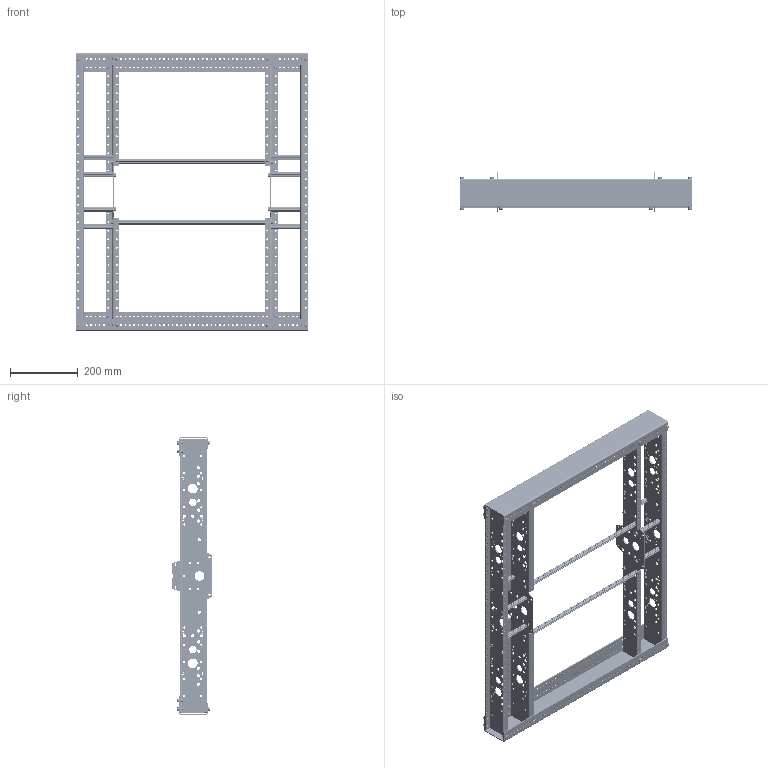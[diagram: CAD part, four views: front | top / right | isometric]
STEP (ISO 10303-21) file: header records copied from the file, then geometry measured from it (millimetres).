
FILE_DESCRIPTION (( 'STEP AP214' ), '1' );
FILE_NAME ('AM14U5 Frame Only.STEP', '2022-01-07T15:08:56', ( '' ), ( '' ), 'SwSTEP 2.0', 'SolidWorks 2021', '' );
FILE_SCHEMA (( 'AUTOMOTIVE_DESIGN' ));
Length unit declared in the file: inch
Products named in the file (10): am-1002 and am-1042 10-32 x 0500 and Nylock Nut Assembly; FHTS 0.25-20-0.75_FHTS 0.25-20-G-0.75-C; am-3922a AM14U5 Inside Plate_Long Configuration; am-3921a AM14U5 Outside Plate_Long Configuration; 10-32 Nylock Nut 1_90631A411; AM14U Family Cross Chassis Churro_Long Configuration; 3.375in Churro; am-3920 AM14U Family End Plate_Long Configuration; 10-32x0500_shcs_HX-SHCS 0.19-32x1.375x1-C; AM14U5 Frame Only
Assembly tree (64 placements, depth 3):
  AM14U5 Frame Only
    am-3922a AM14U5 Inside Plate_Long Configuration  x2
    am-3921a AM14U5 Outside Plate_Long Configuration  x2
    am-3920 AM14U Family End Plate_Long Configuration  x2
    am-1002 and am-1042 10-32 x 0500 and Nylock Nut Assembly  x24
      10-32x0500_shcs_HX-SHCS 0.19-32x1.375x1-C
      10-32 Nylock Nut 1_90631A411
    3.375in Churro  x8
    FHTS 0.25-20-0.75_FHTS 0.25-20-G-0.75-C  x20
    AM14U Family Cross Chassis Churro_Long Configuration  x4
Bounding box: 685.8 x 116.33 x 820.67 mm (x, y, z)
Volume: 2021651.4 mm3; surface area: 1430636.2 mm2
Topology: 110 solids, 110 shells, 5684 faces, 14084 edges, 8728 vertices
Faces by surface type: cylinder 2930, plane 1298, cone 1264, torus 192
Entity records: 44048 total; most frequent: DIRECTION 7983, CARTESIAN_POINT 7894, ORIENTED_EDGE 6904, EDGE_CURVE 3452, AXIS2_PLACEMENT_3D 3315, VERTEX_POINT 2258, EDGE_LOOP 2142, CIRCLE 2028
